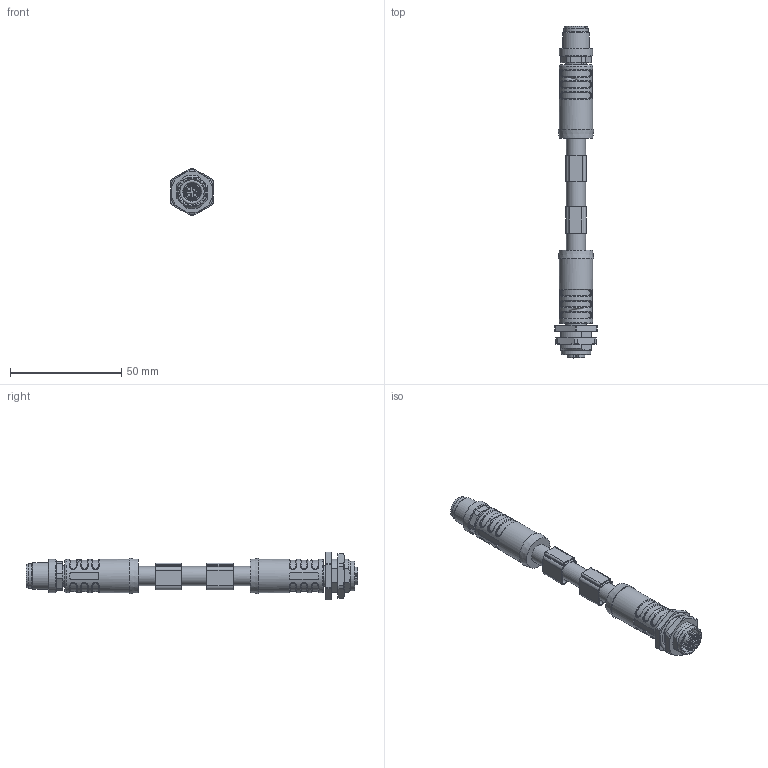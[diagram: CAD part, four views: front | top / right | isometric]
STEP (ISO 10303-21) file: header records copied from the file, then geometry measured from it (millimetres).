
FILE_DESCRIPTION(/* description */ (''),/* implementation_level */ '2;1');
FILE_NAME(/* name */ 'IE-FKFDSX8-L-IE-WASSX8_S403X_stp.stp',/* time_stamp */ '2018-02-27T13:46:44+01:00',/* author */ (''),/* organization */ (''),/* preprocessor_version */ 'ST-DEVELOPER v16',/* originating_system */ 'SIEMENS PLM Software NX 10.0',/* authorisation */ '');
FILE_SCHEMA (('AUTOMOTIVE_DESIGN { 1 0 10303 214 3 1 1 1 }'));
Length unit declared in the file: millimetre
Products named in the file (1): IE-FKFDSX8-L-IE-WASSX8_S403X_stp
Bounding box: 19.03 x 149.2 x 21.5 mm (x, y, z)
Volume: 19087.9 mm3; surface area: 10493.3 mm2
Topology: 1 solids, 1 shells, 672 faces, 1737 edges, 1105 vertices
Faces by surface type: cylinder 245, plane 244, bspline 69, torus 64, cone 42, sphere 8
Full cylindrical faces by diameter (mm): 0.6 x8, 0.725 x8, 1.3 x8, 8.6 x1, 9.4 x1, 10.8 x1, 10.92 x1, 12 x1, 13.4 x1, 15 x3, 15.6 x1
Entity records: 24751 total; most frequent: CARTESIAN_POINT 9020, DIRECTION 3313, ORIENTED_EDGE 3230, EDGE_CURVE 1615, AXIS2_PLACEMENT_3D 1318, VERTEX_POINT 1051, EDGE_LOOP 806, LINE 677
